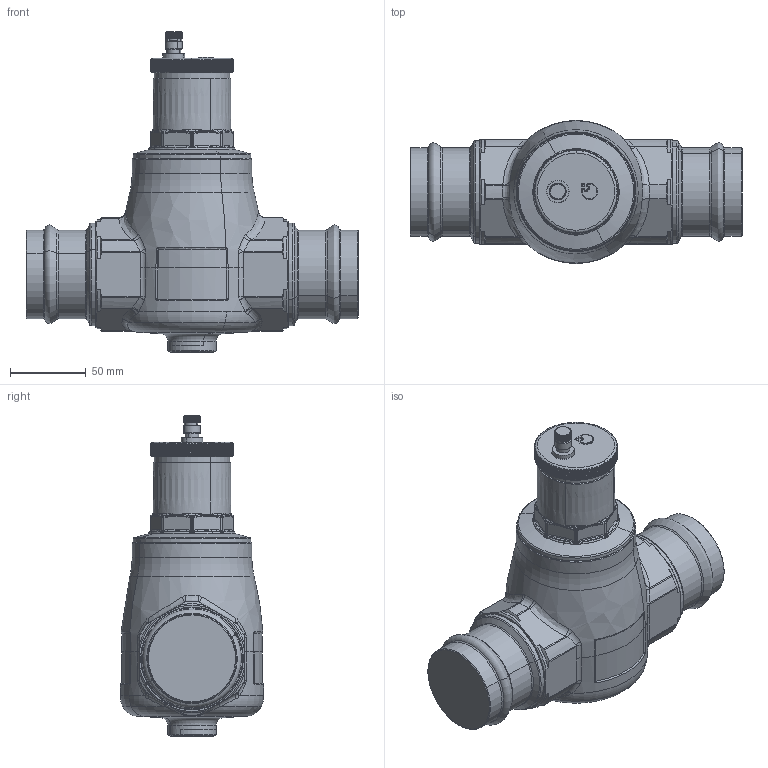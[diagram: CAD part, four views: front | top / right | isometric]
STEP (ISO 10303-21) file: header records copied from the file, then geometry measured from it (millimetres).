
FILE_DESCRIPTION(('CATIA V5 STEP Exchange'),'2;1');
FILE_NAME('STEP_551009US_-_TST.stp','2017-11-10T07:40:13+00:00',('none'),('none'),'CATIA Version 5-6 Release 2016 SP4','CATIA V5 STEP AP203','none');
FILE_SCHEMA(('CONFIG_CONTROL_DESIGN'));
Products named in the file (1): _551009us0001_sw0001
Bounding box: 219 x 94.4 x 211.3 mm (x, y, z)
Surface area: 105283.6 mm2 (no closed solid volume)
Topology: 0 solids, 14 shells, 1155 faces, 3477 edges, 2227 vertices
Faces by surface type: cylinder 498, plane 292, bspline 206, torus 78, cone 74, sphere 7
Entity records: 49494 total; most frequent: CARTESIAN_POINT 23378, ORIENTED_EDGE 6356, DIRECTION 3740, EDGE_CURVE 3473, VERTEX_POINT 2227, AXIS2_PLACEMENT_3D 1536, VECTOR 1255, LINE 1255
